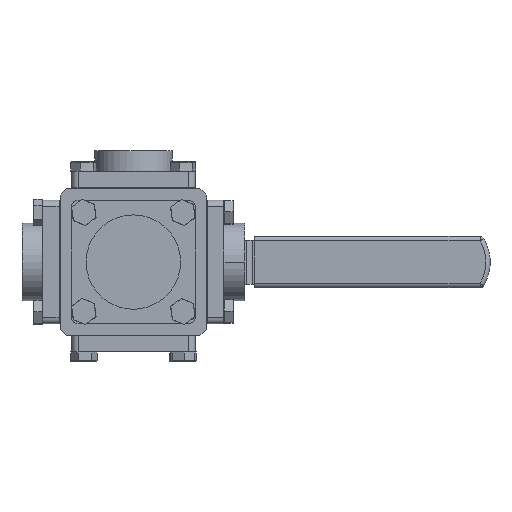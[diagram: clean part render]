
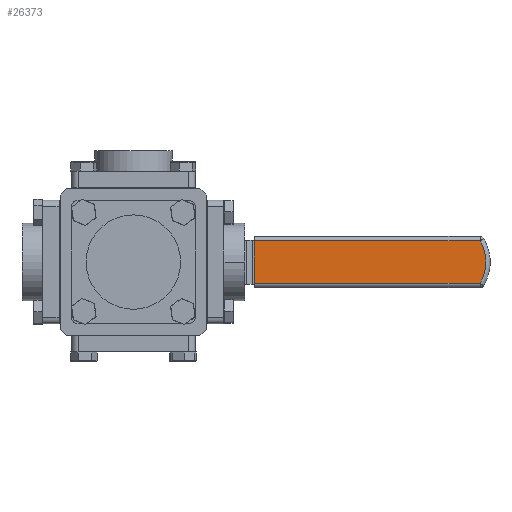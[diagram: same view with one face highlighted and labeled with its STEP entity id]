
A CAD part, front view. The second image highlights one B-rep face of the part: STEP entity #26373.
In plain terms, the highlighted planar face has unit normal (0, -1, 0).
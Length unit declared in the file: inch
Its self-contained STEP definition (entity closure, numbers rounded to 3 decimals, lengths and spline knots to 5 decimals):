
#573 = CARTESIAN_POINT ( 'NONE',  ( 3.51446, 5.60371, 0.61726 ) ) ;
#1925 = ORIENTED_EDGE ( 'NONE', *, *, #18615, .T. ) ;
#2603 = VERTEX_POINT ( 'NONE', #6271 ) ;
#3029 = EDGE_CURVE ( 'NONE', #18219, #5619, #13392, .T. ) ;
#4603 = LINE ( 'NONE', #13200, #8622 ) ;
#4880 = CARTESIAN_POINT ( 'NONE',  ( 8.99801, 5.60371, 0. ) ) ;
#5363 = DIRECTION ( 'NONE',  ( 1., 0., 0. ) ) ;
#5619 = VERTEX_POINT ( 'NONE', #23888 ) ;
#6271 = CARTESIAN_POINT ( 'NONE',  ( 10.05902, 5.60371, 0.61726 ) ) ;
#7046 = DIRECTION ( 'NONE',  ( 0., 0., 1. ) ) ;
#7764 = EDGE_LOOP ( 'NONE', ( #17802, #11634, #7918, #1925 ) ) ;
#7918 = ORIENTED_EDGE ( 'NONE', *, *, #21321, .T. ) ;
#8358 = AXIS2_PLACEMENT_3D ( 'NONE', #4880, #15532, #11348 ) ;
#8622 = VECTOR ( 'NONE', #7046, 39.37008 ) ;
#10046 = VECTOR ( 'NONE', #19339, 39.37008 ) ;
#11198 = VERTEX_POINT ( 'NONE', #573 ) ;
#11348 = DIRECTION ( 'NONE',  ( 0., 0., 1. ) ) ;
#11634 = ORIENTED_EDGE ( 'NONE', *, *, #3029, .T. ) ;
#13000 = CARTESIAN_POINT ( 'NONE',  ( 3.51446, 5.60371, 0.61726 ) ) ;
#13200 = CARTESIAN_POINT ( 'NONE',  ( 3.51446, 5.60371, 0.74226 ) ) ;
#13392 = LINE ( 'NONE', #24995, #20525 ) ;
#13558 = PLANE ( 'NONE',  #22892 ) ;
#15532 = DIRECTION ( 'NONE',  ( 0., -1., 0. ) ) ;
#17802 = ORIENTED_EDGE ( 'NONE', *, *, #18135, .F. ) ;
#18135 = EDGE_CURVE ( 'NONE', #18219, #11198, #4603, .T. ) ;
#18219 = VERTEX_POINT ( 'NONE', #24806 ) ;
#18615 = EDGE_CURVE ( 'NONE', #2603, #11198, #21876, .T. ) ;
#19339 = DIRECTION ( 'NONE',  ( -1., 0., 0. ) ) ;
#20525 = VECTOR ( 'NONE', #5363, 39.37008 ) ;
#20734 = CIRCLE ( 'NONE', #8358, 1.2275 ) ;
#20872 = DIRECTION ( 'NONE',  ( 0., 1., 0. ) ) ;
#21321 = EDGE_CURVE ( 'NONE', #5619, #2603, #20734, .T. ) ;
#21876 = LINE ( 'NONE', #13000, #10046 ) ;
#22892 = AXIS2_PLACEMENT_3D ( 'NONE', #25032, #20872, #23025 ) ;
#23025 = DIRECTION ( 'NONE',  ( 0., 0., 1. ) ) ;
#23888 = CARTESIAN_POINT ( 'NONE',  ( 10.05902, 5.60371, -0.61726 ) ) ;
#24466 = FACE_OUTER_BOUND ( 'NONE', #7764, .T. ) ;
#24806 = CARTESIAN_POINT ( 'NONE',  ( 3.51446, 5.60371, -0.61726 ) ) ;
#24995 = CARTESIAN_POINT ( 'NONE',  ( 10.12863, 5.60371, -0.61726 ) ) ;
#25032 = CARTESIAN_POINT ( 'NONE',  ( 8.99801, 5.60371, 0. ) ) ;
#26373 = ADVANCED_FACE ( 'NONE', ( #24466 ), #13558, .F. ) ;
